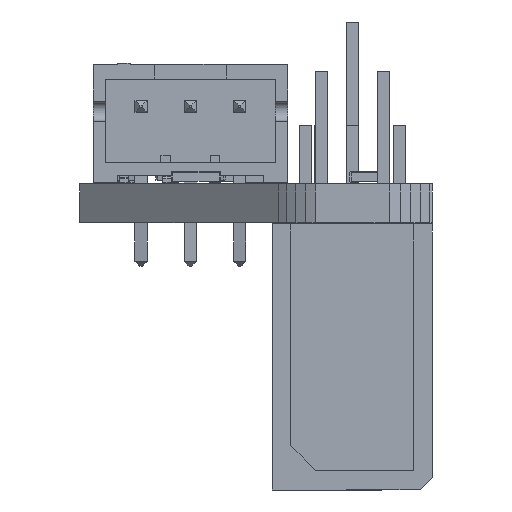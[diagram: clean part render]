
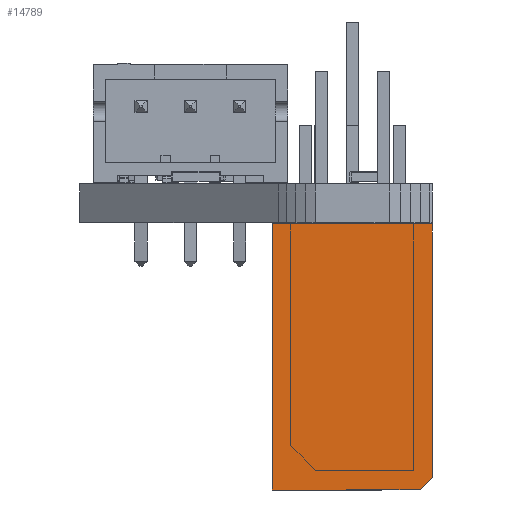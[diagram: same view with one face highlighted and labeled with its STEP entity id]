
A CAD part, left-side view. The second image highlights one B-rep face of the part: STEP entity #14789.
In plain terms, the highlighted planar face has unit normal (-1, 0, 0).
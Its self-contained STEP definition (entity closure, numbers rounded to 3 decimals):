
#1162=FACE_OUTER_BOUND('',#1943,.T.);
#1943=EDGE_LOOP('',(#12078,#12079,#12080,#12081,#12082));
#3422=LINE('',#23473,#5192);
#3426=LINE('',#23481,#5196);
#3433=LINE('',#23495,#5203);
#3438=LINE('',#23504,#5208);
#3439=LINE('',#23506,#5209);
#5192=VECTOR('',#18880,1.);
#5196=VECTOR('',#18886,1.);
#5203=VECTOR('',#18897,1.);
#5208=VECTOR('',#18906,1.);
#5209=VECTOR('',#18909,1.);
#6665=VERTEX_POINT('',#23470);
#6666=VERTEX_POINT('',#23472);
#6669=VERTEX_POINT('',#23480);
#6673=VERTEX_POINT('',#23492);
#6674=VERTEX_POINT('',#23494);
#8528=EDGE_CURVE('',#6666,#6665,#3422,.T.);
#8532=EDGE_CURVE('',#6666,#6669,#3426,.T.);
#8539=EDGE_CURVE('',#6674,#6673,#3433,.T.);
#8544=EDGE_CURVE('',#6673,#6669,#3438,.T.);
#8545=EDGE_CURVE('',#6665,#6674,#3439,.T.);
#12078=ORIENTED_EDGE('',*,*,#8532,.F.);
#12079=ORIENTED_EDGE('',*,*,#8528,.T.);
#12080=ORIENTED_EDGE('',*,*,#8545,.T.);
#12081=ORIENTED_EDGE('',*,*,#8539,.T.);
#12082=ORIENTED_EDGE('',*,*,#8544,.T.);
#13547=PLANE('',#15870);
#14789=ADVANCED_FACE('',(#1162),#13547,.T.);
#15870=AXIS2_PLACEMENT_3D('',#23505,#18907,#18908);
#18880=DIRECTION('',(0.,0.,-1.));
#18886=DIRECTION('',(0.,-0.707,0.707));
#18897=DIRECTION('',(0.,0.,1.));
#18906=DIRECTION('',(0.,1.,0.));
#18907=DIRECTION('center_axis',(-1.,0.,0.));
#18908=DIRECTION('ref_axis',(0.,0.,1.));
#18909=DIRECTION('',(0.,-1.,0.));
#23470=CARTESIAN_POINT('',(-6.16,3.25,0.));
#23472=CARTESIAN_POINT('',(-6.16,3.25,10.3));
#23473=CARTESIAN_POINT('',(-6.16,3.25,2.7));
#23480=CARTESIAN_POINT('',(-6.16,2.75,10.8));
#23481=CARTESIAN_POINT('',(-6.16,4.888,8.663));
#23492=CARTESIAN_POINT('',(-6.16,-3.25,10.8));
#23494=CARTESIAN_POINT('',(-6.16,-3.25,0.));
#23495=CARTESIAN_POINT('',(-6.16,-3.25,8.1));
#23504=CARTESIAN_POINT('',(-6.16,0.,10.8));
#23505=CARTESIAN_POINT('Origin',(-6.16,0.,0.));
#23506=CARTESIAN_POINT('',(-6.16,0.,0.));
